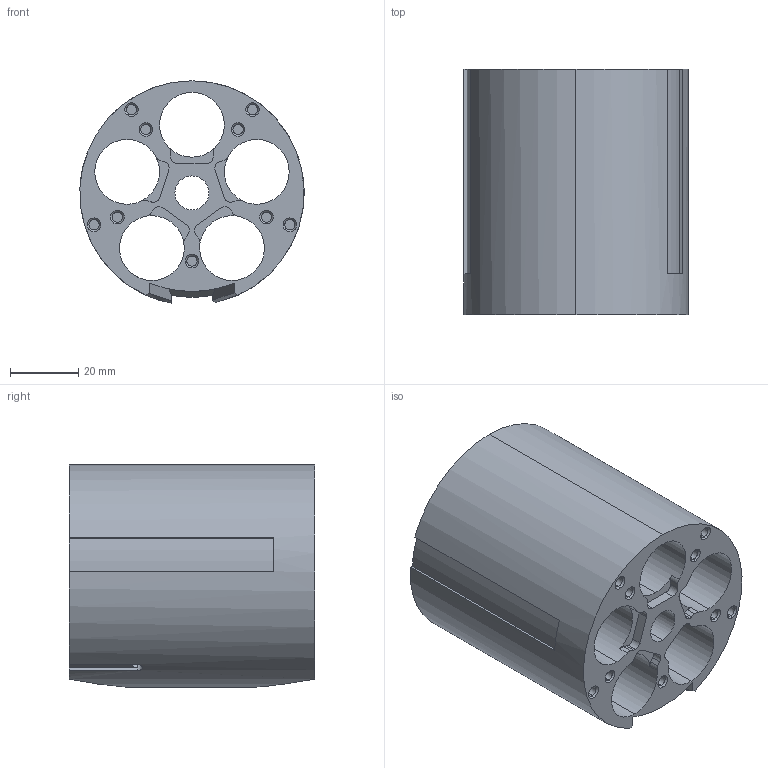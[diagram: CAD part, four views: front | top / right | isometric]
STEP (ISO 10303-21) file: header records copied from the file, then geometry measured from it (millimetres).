
FILE_DESCRIPTION (( 'STEP AP214' ), '1' );
FILE_NAME ('萇喀累翋极.STEP', '2023-01-06T05:04:46', ( '' ), ( '' ), 'SwSTEP 2.0', 'SolidWorks 2022', '' );
FILE_SCHEMA (( 'AUTOMOTIVE_DESIGN' ));
Length unit declared in the file: millimetre
Products named in the file (1): 萇喀累翋极
Bounding box: 65.76 x 72 x 65.25 mm (x, y, z)
Volume: 130815.4 mm3; surface area: 43889 mm2
Topology: 1 solids, 1 shells, 224 faces, 577 edges, 372 vertices
Faces by surface type: cylinder 105, plane 79, cone 36, bspline 4
Entity records: 7195 total; most frequent: CARTESIAN_POINT 1534, DIRECTION 1241, ORIENTED_EDGE 1154, EDGE_CURVE 577, AXIS2_PLACEMENT_3D 481, VERTEX_POINT 372, LINE 279, VECTOR 279
